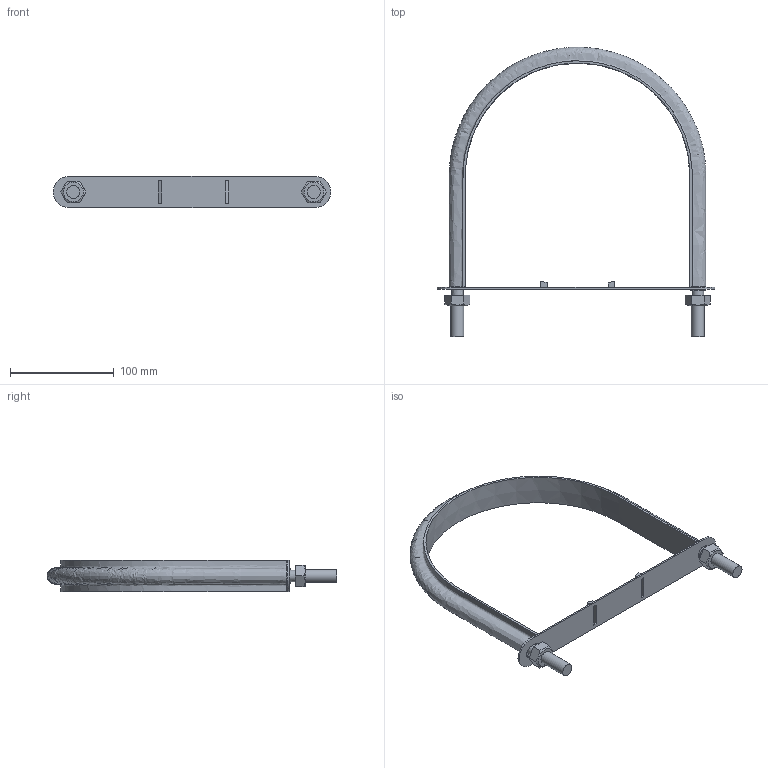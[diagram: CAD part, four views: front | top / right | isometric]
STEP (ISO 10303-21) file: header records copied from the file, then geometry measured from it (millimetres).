
FILE_DESCRIPTION( ( 'STEP AP203' ), '1' );
FILE_NAME( 'VP200.step', '2022-06-27T06:51:36', ( ' ' ), ( ' ' ), 'XStep 1.0', ' ', ' ' );
FILE_SCHEMA( ( 'CONFIG_CONTROL_DESIGN' ) );
Length unit declared in the file: millimetre
Products named in the file (7): 1; 2; 3; 4; 5; 6; 7
Bounding box: 268 x 279.4 x 30 mm (x, y, z)
Volume: 87369.1 mm3; surface area: 112994.3 mm2
Topology: 6 solids, 7 shells, 75 faces, 170 edges, 112 vertices
Faces by surface type: plane 53, cylinder 12, cone 6, bspline 3, extrusion 1
Full cylindrical faces by diameter (mm): 10.106 x2, 12.5 x2, 12.8 x1, 13.8 x1
Entity records: 3481 total; most frequent: CARTESIAN_POINT 1556, DIRECTION 319, ORIENTED_EDGE 306, EDGE_CURVE 154, VERTEX_POINT 110, AXIS2_PLACEMENT_3D 108, EDGE_LOOP 104, VECTOR 103
